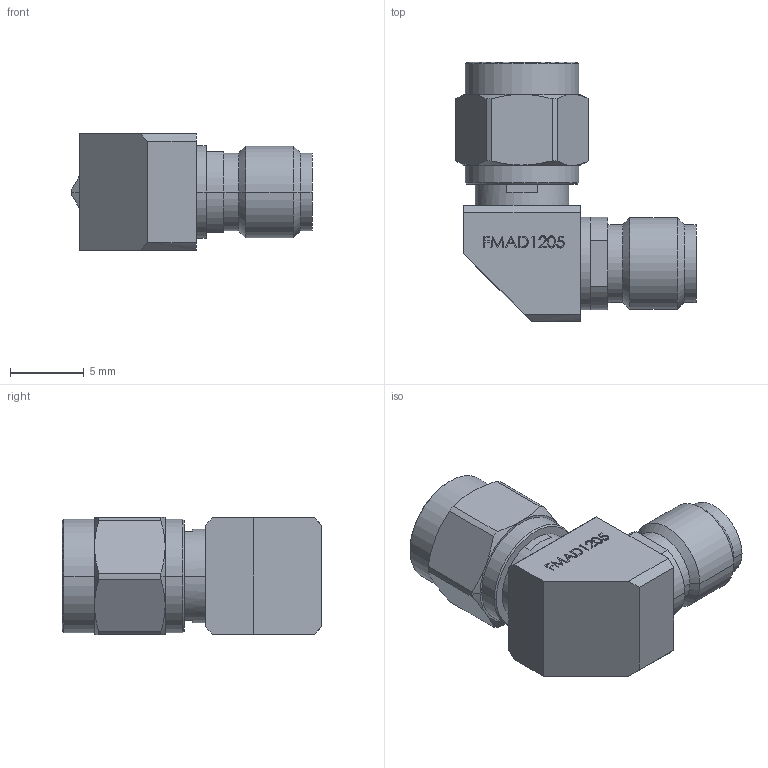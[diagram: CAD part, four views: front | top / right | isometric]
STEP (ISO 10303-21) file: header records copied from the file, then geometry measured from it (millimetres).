
FILE_DESCRIPTION (( 'STEP AP203' ), '1' );
FILE_NAME ('FMAD1205_3D.STEP', '2021-05-05T12:42:03', ( '' ), ( '' ), 'SwSTEP 2.0', 'SolidWorks 2020', '' );
FILE_SCHEMA (( 'CONFIG_CONTROL_DESIGN' ));
Length unit declared in the file: inch
Products named in the file (6): ALS-243-TOP.stp; ALS-K3K8-4.stp; als-k8-243.stp; Part16^FMAD1205; FMAD1205_3D; ALS-K3K8-3.stp
Assembly tree (5 placements, depth 3):
  FMAD1205_3D
    als-k8-243.stp
      ALS-K3K8-3.stp
      ALS-K3K8-4.stp
      ALS-243-TOP.stp
    Part16^FMAD1205
Bounding box: 16.34 x 17.65 x 8.02 mm (x, y, z)
Volume: 1101.3 mm3; surface area: 957.1 mm2
Topology: 11 solids, 11 shells, 200 faces, 479 edges, 308 vertices
Faces by surface type: plane 106, cylinder 35, bspline 30, cone 29
Entity records: 8447 total; most frequent: CARTESIAN_POINT 3328, ORIENTED_EDGE 958, DIRECTION 851, EDGE_CURVE 479, VERTEX_POINT 308, LINE 293, VECTOR 293, AXIS2_PLACEMENT_3D 279
